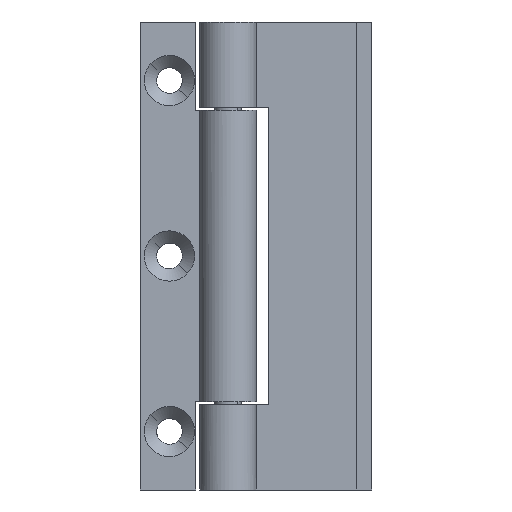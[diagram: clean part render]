
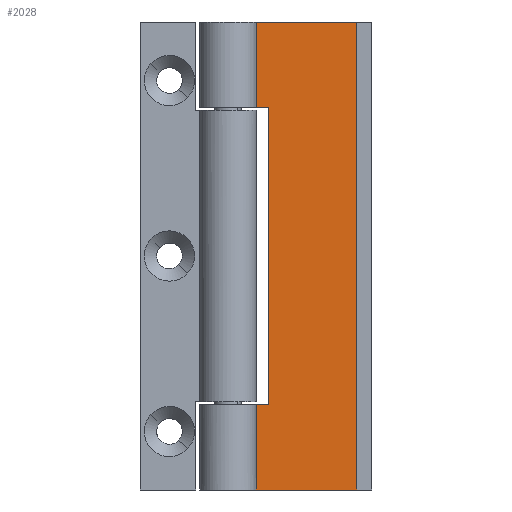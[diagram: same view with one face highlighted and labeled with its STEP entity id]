
A CAD part, front view. The second image highlights one B-rep face of the part: STEP entity #2028.
In plain terms, the highlighted free-form (B-spline) face has degree [1, 1] with [2, 2] control points.
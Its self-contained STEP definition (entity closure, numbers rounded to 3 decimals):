
#1324=CARTESIAN_POINT('',(22.0,2.25,0.0));
#1325=VERTEX_POINT('',#1324);
#1332=CARTESIAN_POINT('',(22.0,2.25,80.));
#1333=VERTEX_POINT('',#1332);
#1339=CARTESIAN_POINT('',(22.0,2.25,80.));
#1340=CARTESIAN_POINT('',(22.0,2.25,0.0));
#1341=QUASI_UNIFORM_CURVE('',1,(#1339,#1340),.UNSPECIFIED.,.F.,.U.);
#1342=EDGE_CURVE('',#1333,#1325,#1341,.T.);
#1428=CARTESIAN_POINT('',(0.0,2.25,14.6));
#1429=VERTEX_POINT('',#1428);
#1430=CARTESIAN_POINT('',(7.,2.25,14.6));
#1431=VERTEX_POINT('',#1430);
#1432=CARTESIAN_POINT('',(0.0,2.25,14.6));
#1433=CARTESIAN_POINT('',(7.,2.25,14.6));
#1434=QUASI_UNIFORM_CURVE('',1,(#1432,#1433),.UNSPECIFIED.,.F.,.U.);
#1435=EDGE_CURVE('',#1429,#1431,#1434,.T.);
#1544=CARTESIAN_POINT('',(7.,2.25,65.4));
#1545=VERTEX_POINT('',#1544);
#1546=CARTESIAN_POINT('',(7.,2.25,14.6));
#1547=CARTESIAN_POINT('',(7.,2.25,65.4));
#1548=QUASI_UNIFORM_CURVE('',1,(#1546,#1547),.UNSPECIFIED.,.F.,.U.);
#1549=EDGE_CURVE('',#1431,#1545,#1548,.T.);
#1572=CARTESIAN_POINT('',(0.0,2.25,65.4));
#1573=VERTEX_POINT('',#1572);
#1574=CARTESIAN_POINT('',(7.,2.25,65.4));
#1575=CARTESIAN_POINT('',(0.0,2.25,65.4));
#1576=QUASI_UNIFORM_CURVE('',1,(#1574,#1575),.UNSPECIFIED.,.F.,.U.);
#1577=EDGE_CURVE('',#1545,#1573,#1576,.T.);
#1693=CARTESIAN_POINT('',(0.0,2.25,0.0));
#1694=VERTEX_POINT('',#1693);
#1695=CARTESIAN_POINT('',(22.0,2.25,0.0));
#1696=CARTESIAN_POINT('',(0.0,2.25,0.0));
#1697=QUASI_UNIFORM_CURVE('',1,(#1695,#1696),.UNSPECIFIED.,.F.,.U.);
#1698=EDGE_CURVE('',#1325,#1694,#1697,.T.);
#1870=CARTESIAN_POINT('',(0.0,2.25,80.));
#1871=VERTEX_POINT('',#1870);
#1889=CARTESIAN_POINT('',(22.0,2.25,80.));
#1890=CARTESIAN_POINT('',(0.0,2.25,80.));
#1891=QUASI_UNIFORM_CURVE('',1,(#1889,#1890),.UNSPECIFIED.,.F.,.U.);
#1892=EDGE_CURVE('',#1333,#1871,#1891,.T.);
#1996=CARTESIAN_POINT('',(0.0,2.25,14.6));
#1997=CARTESIAN_POINT('',(0.0,2.25,0.0));
#1998=QUASI_UNIFORM_CURVE('',1,(#1996,#1997),.UNSPECIFIED.,.F.,.U.);
#1999=EDGE_CURVE('',#1429,#1694,#1998,.T.);
#2009=CARTESIAN_POINT('',(-1.099,2.25,83.996));
#2010=CARTESIAN_POINT('',(-1.099,2.25,-3.996));
#2011=CARTESIAN_POINT('',(23.099,2.25,83.996));
#2012=CARTESIAN_POINT('',(23.099,2.25,-3.996));
#2013=B_SPLINE_SURFACE_WITH_KNOTS('',1,1,((#2009,#2011),(#2010,#2012)),.UNSPECIFIED.,.F.,.F.,.U.,(2,2),(2,2),(0.0,87.992),(0.0,24.198),.UNSPECIFIED.);
#2014=ORIENTED_EDGE('',*,*,#1577,.F.);
#2015=ORIENTED_EDGE('',*,*,#1549,.F.);
#2016=ORIENTED_EDGE('',*,*,#1435,.F.);
#2017=ORIENTED_EDGE('',*,*,#1999,.T.);
#2018=ORIENTED_EDGE('',*,*,#1698,.F.);
#2019=ORIENTED_EDGE('',*,*,#1342,.F.);
#2020=ORIENTED_EDGE('',*,*,#1892,.T.);
#2021=CARTESIAN_POINT('',(0.0,2.25,80.));
#2022=CARTESIAN_POINT('',(0.0,2.25,65.4));
#2023=QUASI_UNIFORM_CURVE('',1,(#2021,#2022),.UNSPECIFIED.,.F.,.U.);
#2024=EDGE_CURVE('',#1871,#1573,#2023,.T.);
#2025=ORIENTED_EDGE('',*,*,#2024,.T.);
#2026=EDGE_LOOP('',(#2014,#2015,#2016,#2017,#2018,#2019,#2020,#2025));
#2027=FACE_OUTER_BOUND('',#2026,.T.);
#2028=ADVANCED_FACE('',(#2027),#2013,.T.);
